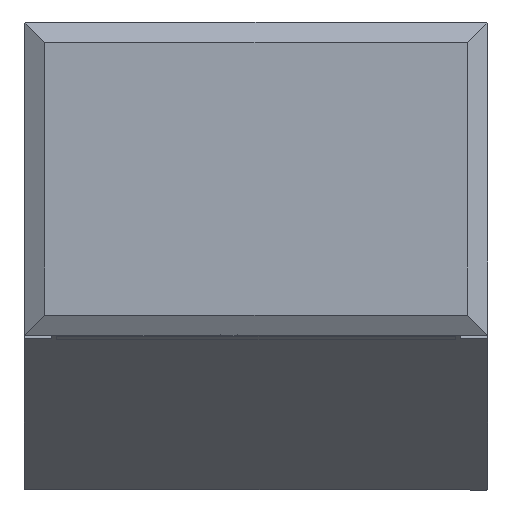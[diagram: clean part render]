
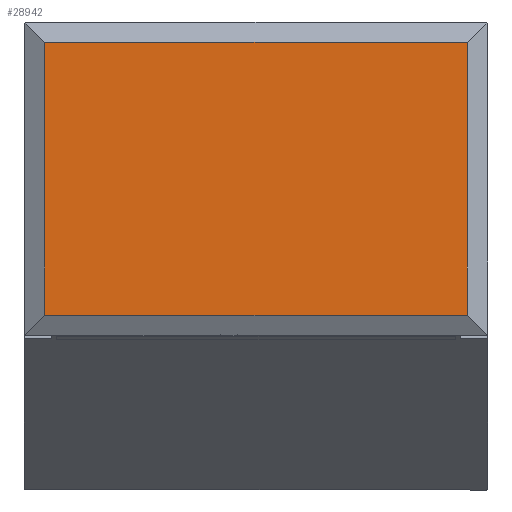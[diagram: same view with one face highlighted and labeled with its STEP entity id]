
A CAD part, front view. The second image highlights one B-rep face of the part: STEP entity #28942.
In plain terms, the highlighted planar face has unit normal (0, -1, 0).
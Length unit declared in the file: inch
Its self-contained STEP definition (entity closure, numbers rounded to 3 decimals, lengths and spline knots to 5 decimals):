
#3083=FACE_OUTER_BOUND('',#4852,.T.);
#4852=EDGE_LOOP('',(#22024,#22025,#22026,#22027));
#6743=LINE('',#44584,#9644);
#6750=LINE('',#44641,#9651);
#7068=LINE('',#45545,#9969);
#7069=LINE('',#45547,#9970);
#9644=VECTOR('',#35580,0.3937);
#9651=VECTOR('',#35615,0.3937);
#9969=VECTOR('',#36545,0.3937);
#9970=VECTOR('',#36548,0.3937);
#12533=VERTEX_POINT('',#44581);
#12534=VERTEX_POINT('',#44583);
#12546=VERTEX_POINT('',#44640);
#12826=VERTEX_POINT('',#45543);
#15723=EDGE_CURVE('',#12533,#12534,#6743,.T.);
#15741=EDGE_CURVE('',#12534,#12546,#6750,.T.);
#16184=EDGE_CURVE('',#12826,#12533,#7068,.T.);
#16185=EDGE_CURVE('',#12546,#12826,#7069,.T.);
#22024=ORIENTED_EDGE('',*,*,#16184,.F.);
#22025=ORIENTED_EDGE('',*,*,#16185,.F.);
#22026=ORIENTED_EDGE('',*,*,#15741,.F.);
#22027=ORIENTED_EDGE('',*,*,#15723,.F.);
#27657=PLANE('',#31288);
#28942=ADVANCED_FACE('',(#3083),#27657,.F.);
#31288=AXIS2_PLACEMENT_3D('',#45548,#36549,#36550);
#35580=DIRECTION('',(-1.,0.,0.));
#35615=DIRECTION('',(0.,0.,1.));
#36545=DIRECTION('',(0.,0.,-1.));
#36548=DIRECTION('',(1.,0.,0.));
#36549=DIRECTION('center_axis',(0.,1.,0.));
#36550=DIRECTION('ref_axis',(1.,0.,0.));
#44581=CARTESIAN_POINT('',(6.26878,-0.35,-4.04378));
#44583=CARTESIAN_POINT('',(-6.26878,-0.35,-4.04378));
#44584=CARTESIAN_POINT('',(-6.875,-0.35,-4.04378));
#44640=CARTESIAN_POINT('',(-6.26878,-0.35,4.04378));
#44641=CARTESIAN_POINT('',(-6.26878,-0.35,4.65));
#45543=CARTESIAN_POINT('',(6.26878,-0.35,4.04378));
#45545=CARTESIAN_POINT('',(6.26878,-0.35,-4.65));
#45547=CARTESIAN_POINT('',(6.875,-0.35,4.04378));
#45548=CARTESIAN_POINT('Origin',(0.,-0.35,0.));
